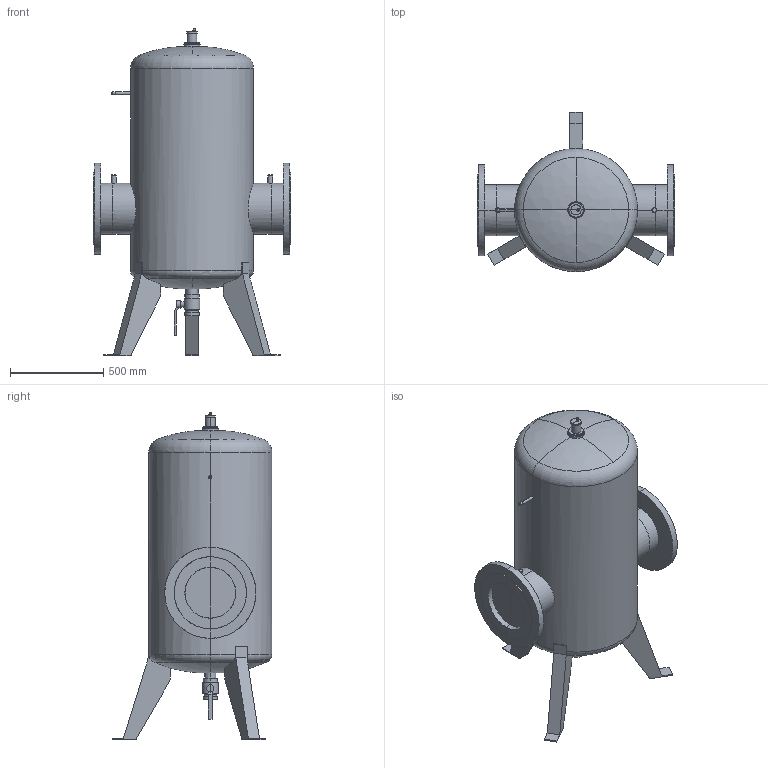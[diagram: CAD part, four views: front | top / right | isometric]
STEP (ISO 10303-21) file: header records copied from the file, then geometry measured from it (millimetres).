
FILE_DESCRIPTION(('CATIA V5 STEP Exchange'),'2;1');
FILE_NAME('STEP_551250_-_TST.stp','2017-10-18T10:25:49+00:00',('none'),('none'),'CATIA Version 5-6 Release 2016 SP4','CATIA V5 STEP AP203','none');
FILE_SCHEMA(('CONFIG_CONTROL_DESIGN'));
Length unit declared in the file: millimetre
Products named in the file (1): 551250 - TST
Bounding box: 1060 x 857.35 x 1760 mm (x, y, z)
Volume: 464835129.1 mm3; surface area: 4687243.3 mm2
Topology: 7 solids, 7 shells, 244 faces, 619 edges, 383 vertices
Faces by surface type: plane 135, cylinder 73, cone 20, torus 8, bspline 8
Entity records: 9376 total; most frequent: CARTESIAN_POINT 3938, ORIENTED_EDGE 1238, DIRECTION 904, EDGE_CURVE 619, VERTEX_POINT 383, AXIS2_PLACEMENT_3D 356, VECTOR 308, LINE 308
